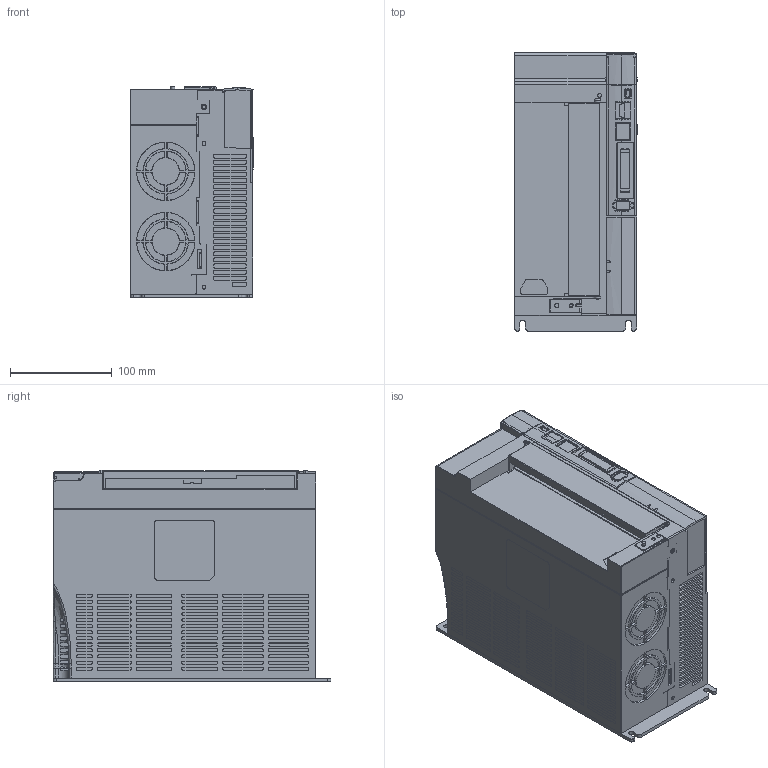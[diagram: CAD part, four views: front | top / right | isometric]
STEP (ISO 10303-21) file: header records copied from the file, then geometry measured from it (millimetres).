
FILE_DESCRIPTION (( 'STEP AP214' ), '1' );
FILE_NAME ('SV2A-4550-20200930 redc 1 Ext 2Db Coord 2C red1 ext C2b NEW EXTs LOFT Try1De red1c r1b.STEP', '2021-02-22T18:11:35', ( '' ), ( '' ), 'SwSTEP 2.0', 'SolidWorks 2017', '' );
FILE_SCHEMA (( 'AUTOMOTIVE_DESIGN' ));
Length unit declared in the file: inch
Products named in the file (1): SV2A-4550-20200930 redc 1 Ext 2Db Coord 2C red1 ext C2b NEW EXTs LOFT Try1De red1c r1b
Bounding box: 120.8 x 273 x 208 mm (x, y, z)
Volume: 6104692.9 mm3; surface area: 331968.4 mm2
Topology: 9 solids, 9 shells, 3704 faces, 10343 edges, 6867 vertices
Faces by surface type: plane 1872, cylinder 914, bspline 446, cone 393, torus 59, sphere 20
Entity records: 160309 total; most frequent: CARTESIAN_POINT 73921, ORIENTED_EDGE 20680, DIRECTION 13758, EDGE_CURVE 10340, VERTEX_POINT 6866, LINE 5146, VECTOR 5146, AXIS2_PLACEMENT_3D 4306
